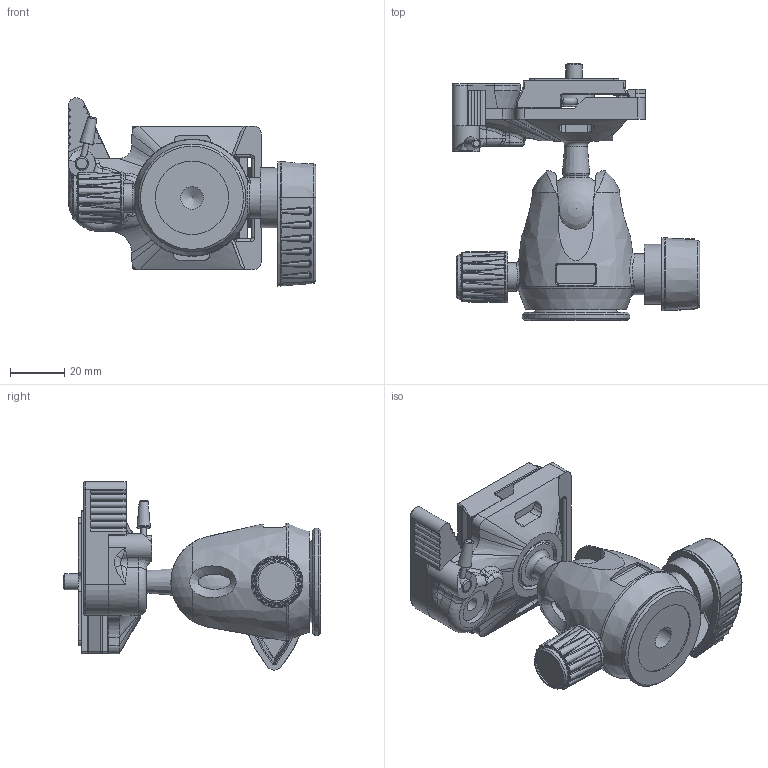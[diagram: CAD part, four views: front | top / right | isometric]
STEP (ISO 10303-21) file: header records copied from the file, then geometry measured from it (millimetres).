
FILE_DESCRIPTION((''),'2;1');
FILE_NAME('Manfrotto - 494RC2 Head Assy.stp','2012-11-06T23:35:48',('Lance'),(''),'Autodesk Inventor 2011','Autodesk Inventor 2011','');
FILE_SCHEMA(('AUTOMOTIVE_DESIGN { 1 0 10303 214 1 1 1 1 }'));
Length unit declared in the file: millimetre
Products named in the file (23): Manfrotto - 494RC2 Head Assy; Base Casting; Base Plate; Mount Casting; Ball Joint; ISO 10642 M5 x  16; Quick Release Assy; Quick Release Mounting; Thumb Screw Assy; Thumb Screw; Thumb Screw Handle; IS 3075-3 3.2; Quick Release Rubber Pad; Quick Release Catch; Friction Knob; Locking Knob; Manfrotto Logo 01; Manfrotto Logo 01 - 1; Manfrotto Logo 01 - 2; Locking Pin Assy; Locking Pin; Locking Pin Lever; Locking Pin Lever Rubber
Assembly tree (22 placements, depth 4):
  Manfrotto - 494RC2 Head Assy
    Base Casting
    Base Plate
    Mount Casting
    Ball Joint
    ISO 10642 M5 x  16
    Quick Release Assy
      Quick Release Mounting
      Thumb Screw Assy
        Thumb Screw
        Thumb Screw Handle
      IS 3075-3 3.2
      Quick Release Rubber Pad
    Quick Release Catch
    Friction Knob
    Locking Knob
    Manfrotto Logo 01
      Manfrotto Logo 01 - 1
      Manfrotto Logo 01 - 2
    Locking Pin Assy
      Locking Pin
      Locking Pin Lever
      Locking Pin Lever Rubber
Bounding box: 91 x 94.5 x 69.26 mm (x, y, z)
Volume: 120017.6 mm3; surface area: 50447.8 mm2
Topology: 18 solids, 18 shells, 948 faces, 2331 edges, 1365 vertices
Faces by surface type: bspline 325, cylinder 216, plane 205, torus 127, cone 61, sphere 13, revolution 1
Full cylindrical faces by diameter (mm): 2 x3, 2.5 x3, 3 x1, 4.134 x1, 4.5 x1, 5 x5, 6 x3, 7 x2, 8.376 x1, 8.5 x1, 9 x2, 9.43 x1, 9.5 x1, 10.5 x1, 13 x2, 14 x1, 15 x2, 15.5 x1, 16 x1, 18 x1, 19 x1, 20 x1, 22 x1, 25 x2, 27 x1, 39.5 x1
Entity records: 36387 total; most frequent: CARTESIAN_POINT 15887, ORIENTED_EDGE 4308, DIRECTION 3767, EDGE_CURVE 2154, AXIS2_PLACEMENT_3D 1637, VERTEX_POINT 1338, EDGE_LOOP 1064, FACE_OUTER_BOUND 947
